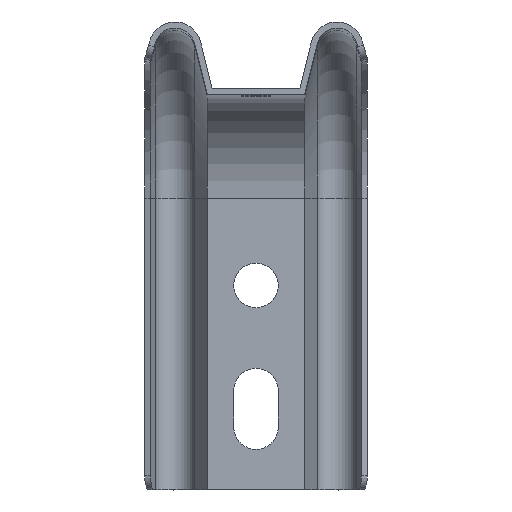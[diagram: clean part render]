
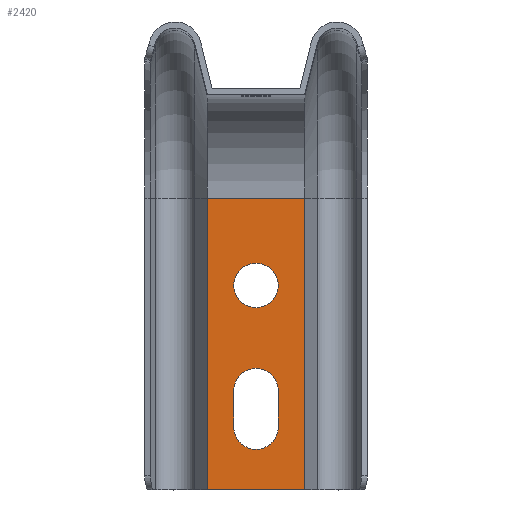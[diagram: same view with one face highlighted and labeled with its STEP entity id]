
A CAD part, top view. The second image highlights one B-rep face of the part: STEP entity #2420.
In plain terms, the highlighted planar face has unit normal (0, 0, 1).
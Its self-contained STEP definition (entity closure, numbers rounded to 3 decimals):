
#16 = CARTESIAN_POINT ( 'NONE',  ( 5.5, -72.5, -327. ) ) ;
#58 = ORIENTED_EDGE ( 'NONE', *, *, #383, .F. ) ;
#81 = EDGE_CURVE ( 'NONE', #980, #705, #2425, .T. ) ;
#121 = ORIENTED_EDGE ( 'NONE', *, *, #1510, .T. ) ;
#127 = DIRECTION ( 'NONE',  ( -1., 0., 0. ) ) ;
#151 = AXIS2_PLACEMENT_3D ( 'NONE', #1154, #2566, #1349 ) ;
#174 = AXIS2_PLACEMENT_3D ( 'NONE', #721, #2119, #924 ) ;
#321 = EDGE_LOOP ( 'NONE', ( #2311 ) ) ;
#381 = CARTESIAN_POINT ( 'NONE',  ( 12., -97., -327. ) ) ;
#383 = EDGE_CURVE ( 'NONE', #1573, #1917, #1846, .T. ) ;
#401 = VERTEX_POINT ( 'NONE', #1929 ) ;
#444 = CARTESIAN_POINT ( 'NONE',  ( -5.5, -81.5, -327. ) ) ;
#453 = CARTESIAN_POINT ( 'NONE',  ( 5.5, -81.5, -327. ) ) ;
#459 = DIRECTION ( 'NONE',  ( 1., 0., 0. ) ) ;
#498 = LINE ( 'NONE', #453, #898 ) ;
#504 = ORIENTED_EDGE ( 'NONE', *, *, #1487, .F. ) ;
#562 = AXIS2_PLACEMENT_3D ( 'NONE', #1091, #699, #127 ) ;
#570 = CARTESIAN_POINT ( 'NONE',  ( -5.5, -81.5, -327. ) ) ;
#591 = CARTESIAN_POINT ( 'NONE',  ( 12., -25., -327. ) ) ;
#601 = DIRECTION ( 'NONE',  ( 0., -1., 0. ) ) ;
#642 = LINE ( 'NONE', #1638, #1687 ) ;
#681 = EDGE_CURVE ( 'NONE', #1641, #2584, #2353, .T. ) ;
#699 = DIRECTION ( 'NONE',  ( 0., 0., -1. ) ) ;
#705 = VERTEX_POINT ( 'NONE', #962 ) ;
#721 = CARTESIAN_POINT ( 'NONE',  ( 0., -46.5, -327. ) ) ;
#750 = VECTOR ( 'NONE', #779, 1000. ) ;
#779 = DIRECTION ( 'NONE',  ( 1., 0., 0. ) ) ;
#782 = EDGE_LOOP ( 'NONE', ( #1088, #1611, #121, #1152 ) ) ;
#788 = DIRECTION ( 'NONE',  ( 0., -1., 0. ) ) ;
#807 = VECTOR ( 'NONE', #1959, 1000. ) ;
#842 = CARTESIAN_POINT ( 'NONE',  ( 12., -97., -327. ) ) ;
#874 = LINE ( 'NONE', #570, #807 ) ;
#876 = CARTESIAN_POINT ( 'NONE',  ( -5.5, -72.5, -327. ) ) ;
#898 = VECTOR ( 'NONE', #2446, 1000. ) ;
#901 = PLANE ( 'NONE',  #562 ) ;
#924 = DIRECTION ( 'NONE',  ( -1., 0., 0. ) ) ;
#962 = CARTESIAN_POINT ( 'NONE',  ( -12., -97., -327. ) ) ;
#980 = VERTEX_POINT ( 'NONE', #1288 ) ;
#1069 = CARTESIAN_POINT ( 'NONE',  ( 0., -72.5, -327. ) ) ;
#1088 = ORIENTED_EDGE ( 'NONE', *, *, #1847, .F. ) ;
#1091 = CARTESIAN_POINT ( 'NONE',  ( 12., -25., -327. ) ) ;
#1132 = VERTEX_POINT ( 'NONE', #1166 ) ;
#1152 = ORIENTED_EDGE ( 'NONE', *, *, #1551, .F. ) ;
#1154 = CARTESIAN_POINT ( 'NONE',  ( 0., -81.5, -327. ) ) ;
#1166 = CARTESIAN_POINT ( 'NONE',  ( 12., -25., -327. ) ) ;
#1271 = LINE ( 'NONE', #381, #750 ) ;
#1272 = DIRECTION ( 'NONE',  ( 1., 0., 0. ) ) ;
#1288 = CARTESIAN_POINT ( 'NONE',  ( -12., -25., -327. ) ) ;
#1349 = DIRECTION ( 'NONE',  ( 1., 0., 0. ) ) ;
#1373 = VERTEX_POINT ( 'NONE', #842 ) ;
#1418 = FACE_BOUND ( 'NONE', #1690, .T. ) ;
#1429 = ORIENTED_EDGE ( 'NONE', *, *, #681, .F. ) ;
#1453 = FACE_BOUND ( 'NONE', #321, .T. ) ;
#1468 = CIRCLE ( 'NONE', #174, 5.5 ) ;
#1487 = EDGE_CURVE ( 'NONE', #1917, #1641, #874, .T. ) ;
#1510 = EDGE_CURVE ( 'NONE', #705, #1373, #1271, .T. ) ;
#1551 = EDGE_CURVE ( 'NONE', #1132, #1373, #2213, .T. ) ;
#1573 = VERTEX_POINT ( 'NONE', #16 ) ;
#1611 = ORIENTED_EDGE ( 'NONE', *, *, #81, .T. ) ;
#1638 = CARTESIAN_POINT ( 'NONE',  ( 12., -25., -327. ) ) ;
#1641 = VERTEX_POINT ( 'NONE', #444 ) ;
#1650 = EDGE_CURVE ( 'NONE', #2584, #1573, #498, .T. ) ;
#1673 = VECTOR ( 'NONE', #788, 1000. ) ;
#1687 = VECTOR ( 'NONE', #459, 1000. ) ;
#1690 = EDGE_LOOP ( 'NONE', ( #1839, #1429, #504, #58 ) ) ;
#1776 = CARTESIAN_POINT ( 'NONE',  ( -12., -25., -327. ) ) ;
#1779 = AXIS2_PLACEMENT_3D ( 'NONE', #1069, #2480, #1272 ) ;
#1839 = ORIENTED_EDGE ( 'NONE', *, *, #1650, .F. ) ;
#1846 = CIRCLE ( 'NONE', #1779, 5.5 ) ;
#1847 = EDGE_CURVE ( 'NONE', #980, #1132, #642, .T. ) ;
#1875 = VECTOR ( 'NONE', #601, 1000. ) ;
#1917 = VERTEX_POINT ( 'NONE', #876 ) ;
#1929 = CARTESIAN_POINT ( 'NONE',  ( -5.5, -46.5, -327. ) ) ;
#1959 = DIRECTION ( 'NONE',  ( 0., -1., 0. ) ) ;
#2061 = EDGE_CURVE ( 'NONE', #401, #401, #1468, .T. ) ;
#2119 = DIRECTION ( 'NONE',  ( 0., 0., -1. ) ) ;
#2213 = LINE ( 'NONE', #591, #1673 ) ;
#2311 = ORIENTED_EDGE ( 'NONE', *, *, #2061, .T. ) ;
#2353 = CIRCLE ( 'NONE', #151, 5.5 ) ;
#2420 = ADVANCED_FACE ( 'NONE', ( #1453, #1418, #2498 ), #901, .F. ) ;
#2425 = LINE ( 'NONE', #1776, #1875 ) ;
#2446 = DIRECTION ( 'NONE',  ( 0., 1., 0. ) ) ;
#2480 = DIRECTION ( 'NONE',  ( 0., 0., 1. ) ) ;
#2498 = FACE_OUTER_BOUND ( 'NONE', #782, .T. ) ;
#2539 = CARTESIAN_POINT ( 'NONE',  ( 5.5, -81.5, -327. ) ) ;
#2566 = DIRECTION ( 'NONE',  ( 0., 0., 1. ) ) ;
#2584 = VERTEX_POINT ( 'NONE', #2539 ) ;
